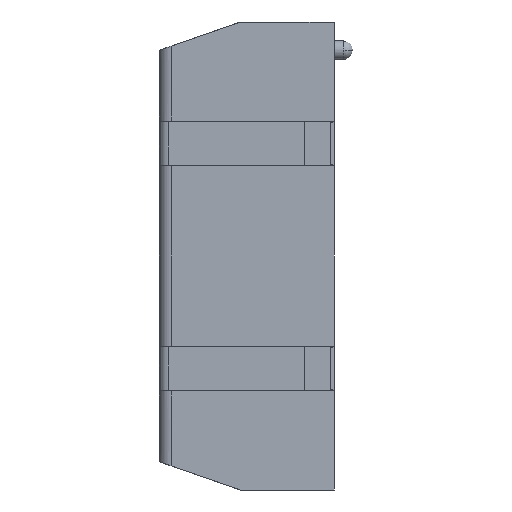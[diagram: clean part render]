
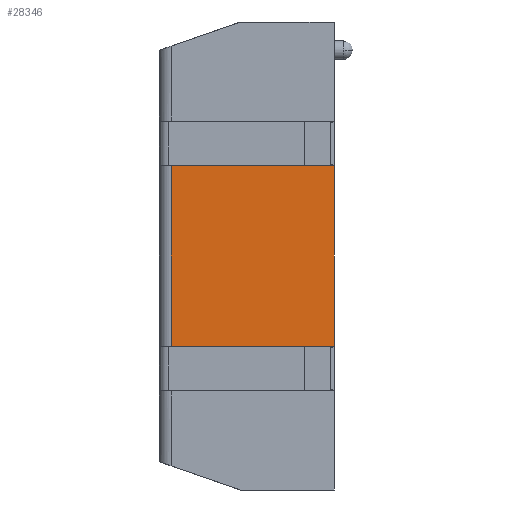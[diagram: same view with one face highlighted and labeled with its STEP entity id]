
A CAD part, left-side view. The second image highlights one B-rep face of the part: STEP entity #28346.
In plain terms, the highlighted planar face has unit normal (-1, 0, 0).
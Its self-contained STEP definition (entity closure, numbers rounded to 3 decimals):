
#327 = CARTESIAN_POINT ( 'NONE',  ( -38.53, 0., -39.78 ) ) ;
#1252 = LINE ( 'NONE', #25867, #26704 ) ;
#1388 = AXIS2_PLACEMENT_3D ( 'NONE', #327, #2213, #18119 ) ;
#2213 = DIRECTION ( 'NONE',  ( -1., 0., 0. ) ) ;
#2274 = DIRECTION ( 'NONE',  ( 0., -1., 0. ) ) ;
#3918 = CARTESIAN_POINT ( 'NONE',  ( -38.53, 13.839, -27.55 ) ) ;
#4522 = FACE_OUTER_BOUND ( 'NONE', #20028, .T. ) ;
#5229 = ORIENTED_EDGE ( 'NONE', *, *, #26030, .F. ) ;
#5400 = LINE ( 'NONE', #16255, #11088 ) ;
#6328 = LINE ( 'NONE', #11100, #6868 ) ;
#6475 = VERTEX_POINT ( 'NONE', #3918 ) ;
#6868 = VECTOR ( 'NONE', #2274, 1000. ) ;
#7868 = DIRECTION ( 'NONE',  ( 0., 0., 1. ) ) ;
#10356 = DIRECTION ( 'NONE',  ( 0., 0., 1. ) ) ;
#11088 = VECTOR ( 'NONE', #7868, 1000. ) ;
#11100 = CARTESIAN_POINT ( 'NONE',  ( -38.53, 14.859, -27.55 ) ) ;
#11223 = ORIENTED_EDGE ( 'NONE', *, *, #23460, .T. ) ;
#11865 = VERTEX_POINT ( 'NONE', #17608 ) ;
#13302 = CARTESIAN_POINT ( 'NONE',  ( -38.53, 13.839, -12.23 ) ) ;
#13906 = VERTEX_POINT ( 'NONE', #19878 ) ;
#15858 = DIRECTION ( 'NONE',  ( 0., -1., 0. ) ) ;
#16255 = CARTESIAN_POINT ( 'NONE',  ( -38.53, 13.839, -39.78 ) ) ;
#17608 = CARTESIAN_POINT ( 'NONE',  ( -38.53, 0., -27.55 ) ) ;
#18119 = DIRECTION ( 'NONE',  ( 0., 0., 1. ) ) ;
#19878 = CARTESIAN_POINT ( 'NONE',  ( -38.53, 0., -12.23 ) ) ;
#20028 = EDGE_LOOP ( 'NONE', ( #11223, #5229, #23409, #20702 ) ) ;
#20218 = LINE ( 'NONE', #20499, #28139 ) ;
#20499 = CARTESIAN_POINT ( 'NONE',  ( -38.53, 14.859, -12.23 ) ) ;
#20702 = ORIENTED_EDGE ( 'NONE', *, *, #25828, .T. ) ;
#23409 = ORIENTED_EDGE ( 'NONE', *, *, #28089, .F. ) ;
#23460 = EDGE_CURVE ( 'NONE', #11865, #13906, #1252, .T. ) ;
#24928 = PLANE ( 'NONE',  #1388 ) ;
#25584 = VERTEX_POINT ( 'NONE', #13302 ) ;
#25828 = EDGE_CURVE ( 'NONE', #6475, #11865, #6328, .T. ) ;
#25867 = CARTESIAN_POINT ( 'NONE',  ( -38.53, 0., -39.78 ) ) ;
#26030 = EDGE_CURVE ( 'NONE', #25584, #13906, #20218, .T. ) ;
#26704 = VECTOR ( 'NONE', #10356, 1000. ) ;
#28089 = EDGE_CURVE ( 'NONE', #6475, #25584, #5400, .T. ) ;
#28139 = VECTOR ( 'NONE', #15858, 1000. ) ;
#28346 = ADVANCED_FACE ( 'NONE', ( #4522 ), #24928, .T. ) ;
